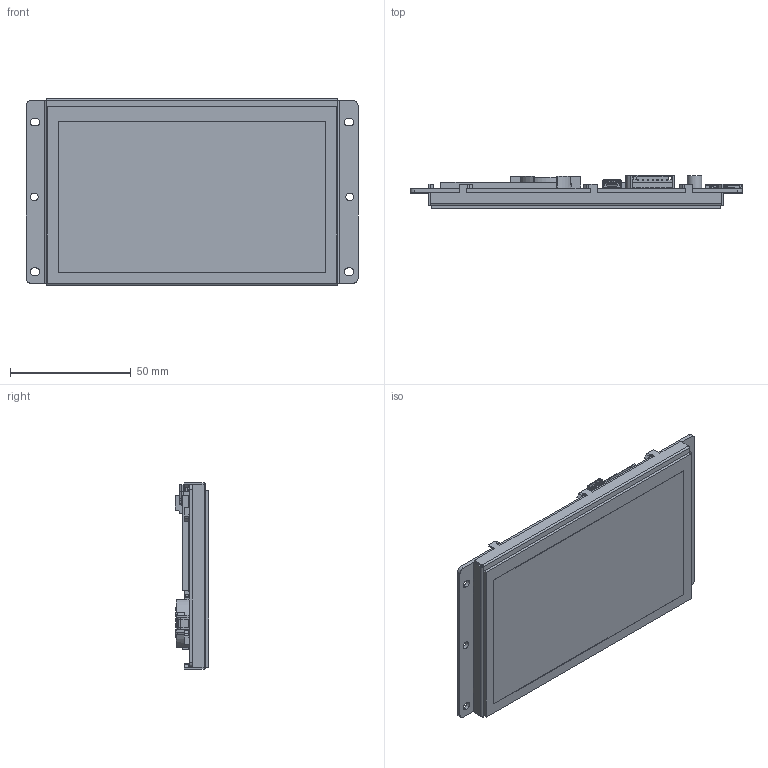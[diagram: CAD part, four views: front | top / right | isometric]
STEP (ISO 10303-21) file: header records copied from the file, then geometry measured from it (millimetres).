
FILE_DESCRIPTION((''),'2;1');
FILE_NAME('STI050WT-02_ASM','2016-01-10T',('ouino'),(''),'CREO PARAMETRIC BY PTC INC, 2015080','CREO PARAMETRIC BY PTC INC, 2015080','');
FILE_SCHEMA(('CONFIG_CONTROL_DESIGN'));
Length unit declared in the file: millimetre
Products named in the file (10): STI050WT-02-PCB; STI050WT-02-FRAME; STI050WT-SCREEN; STI050WT-02-TOUCH-PAD; STI050WT-02-EPARTS; CONN-7PIN; CR2032-HOLDER; TF-CARD-HOLDER; USB-MINI-B; STI050WT-02_ASM
Assembly tree (9 placements, depth 2):
  STI050WT-02_ASM
    STI050WT-02-PCB
    STI050WT-02-FRAME
    STI050WT-SCREEN
    STI050WT-02-TOUCH-PAD
    STI050WT-02-EPARTS
    CONN-7PIN
    CR2032-HOLDER
    TF-CARD-HOLDER
    USB-MINI-B
Bounding box: 137.5 x 13.95 x 77.2 mm (x, y, z)
Volume: 79433.8 mm3; surface area: 76843.5 mm2
Topology: 13 solids, 13 shells, 1741 faces, 4908 edges, 3184 vertices
Faces by surface type: plane 1331, cylinder 382, cone 8, torus 6, sphere 6, bspline 6, extrusion 2
Entity records: 63429 total; most frequent: CARTESIAN_POINT 10832, ORIENTED_EDGE 9816, DIRECTION 9060, EDGE_CURVE 4908, VECTOR 4032, LINE 4030, VERTEX_POINT 3184, AXIS2_PLACEMENT_3D 2514
